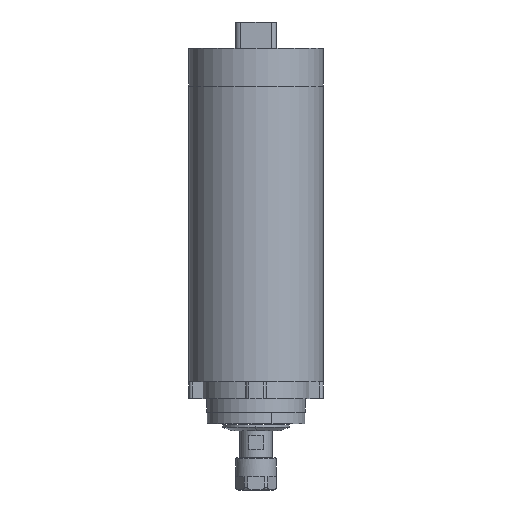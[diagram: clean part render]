
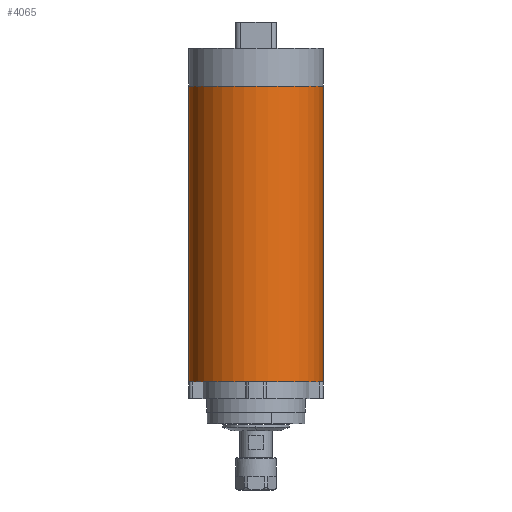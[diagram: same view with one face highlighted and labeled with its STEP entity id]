
A CAD part, front view. The second image highlights one B-rep face of the part: STEP entity #4065.
In plain terms, the highlighted cylindrical face has radius 40 mm (diameter 80 mm), a partial arc.
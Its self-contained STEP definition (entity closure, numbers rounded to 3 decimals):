
#94 = DIRECTION ( 'NONE',  ( 0., 0., -1. ) ) ;
#222 = EDGE_LOOP ( 'NONE', ( #2270, #5311, #3913, #3095 ) ) ;
#267 = DIRECTION ( 'NONE',  ( 0., 0., 1. ) ) ;
#428 = CARTESIAN_POINT ( 'NONE',  ( 40., 0., 175.5 ) ) ;
#855 = VERTEX_POINT ( 'NONE', #4100 ) ;
#857 = DIRECTION ( 'NONE',  ( 0., 0., 1. ) ) ;
#883 = DIRECTION ( 'NONE',  ( 0., 0., -1. ) ) ;
#1047 = AXIS2_PLACEMENT_3D ( 'NONE', #4504, #5303, #2724 ) ;
#1152 = VECTOR ( 'NONE', #883, 1000. ) ;
#1293 = VERTEX_POINT ( 'NONE', #3443 ) ;
#1605 = CARTESIAN_POINT ( 'NONE',  ( 0., 0., 175.5 ) ) ;
#1851 = LINE ( 'NONE', #428, #1152 ) ;
#1858 = VECTOR ( 'NONE', #94, 1000. ) ;
#1916 = EDGE_CURVE ( 'NONE', #4387, #2416, #2426, .T. ) ;
#2174 = EDGE_CURVE ( 'NONE', #4387, #1293, #2346, .T. ) ;
#2270 = ORIENTED_EDGE ( 'NONE', *, *, #5169, .F. ) ;
#2281 = AXIS2_PLACEMENT_3D ( 'NONE', #4357, #857, #3963 ) ;
#2346 = LINE ( 'NONE', #4489, #1858 ) ;
#2416 = VERTEX_POINT ( 'NONE', #3826 ) ;
#2426 = CIRCLE ( 'NONE', #5041, 40. ) ;
#2724 = DIRECTION ( 'NONE',  ( -1., 0., 0. ) ) ;
#3095 = ORIENTED_EDGE ( 'NONE', *, *, #3223, .T. ) ;
#3223 = EDGE_CURVE ( 'NONE', #1293, #855, #3912, .T. ) ;
#3378 = DIRECTION ( 'NONE',  ( 1., 0., 0. ) ) ;
#3443 = CARTESIAN_POINT ( 'NONE',  ( -40., 0., 0. ) ) ;
#3826 = CARTESIAN_POINT ( 'NONE',  ( 40., 0., 175.5 ) ) ;
#3912 = CIRCLE ( 'NONE', #2281, 40. ) ;
#3913 = ORIENTED_EDGE ( 'NONE', *, *, #2174, .T. ) ;
#3963 = DIRECTION ( 'NONE',  ( 1., 0., 0. ) ) ;
#4065 = ADVANCED_FACE ( 'NONE', ( #5545 ), #4276, .T. ) ;
#4100 = CARTESIAN_POINT ( 'NONE',  ( 40., 0., 0. ) ) ;
#4276 = CYLINDRICAL_SURFACE ( 'NONE', #1047, 40. ) ;
#4357 = CARTESIAN_POINT ( 'NONE',  ( 0., 0., 0. ) ) ;
#4387 = VERTEX_POINT ( 'NONE', #5190 ) ;
#4489 = CARTESIAN_POINT ( 'NONE',  ( -40., 0., 175.5 ) ) ;
#4504 = CARTESIAN_POINT ( 'NONE',  ( 0., 0., 175.5 ) ) ;
#5041 = AXIS2_PLACEMENT_3D ( 'NONE', #1605, #267, #3378 ) ;
#5169 = EDGE_CURVE ( 'NONE', #2416, #855, #1851, .T. ) ;
#5190 = CARTESIAN_POINT ( 'NONE',  ( -40., 0., 175.5 ) ) ;
#5303 = DIRECTION ( 'NONE',  ( 0., 0., -1. ) ) ;
#5311 = ORIENTED_EDGE ( 'NONE', *, *, #1916, .F. ) ;
#5545 = FACE_OUTER_BOUND ( 'NONE', #222, .T. ) ;
